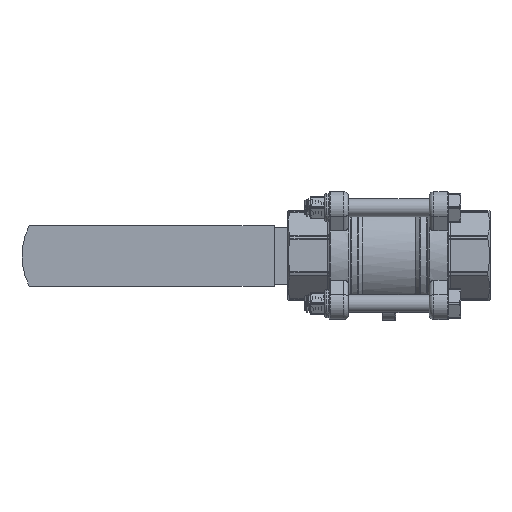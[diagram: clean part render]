
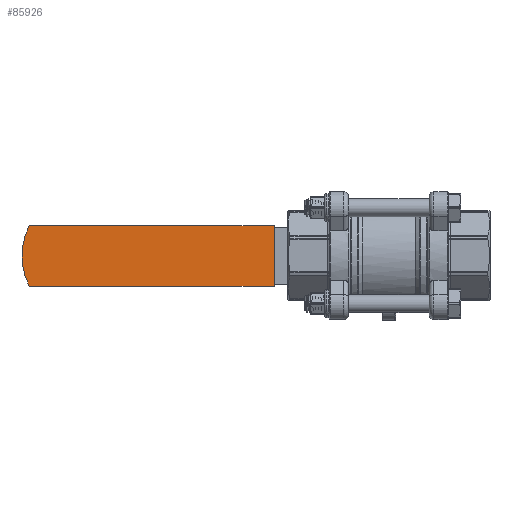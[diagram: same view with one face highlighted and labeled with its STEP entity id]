
A CAD part, top view. The second image highlights one B-rep face of the part: STEP entity #85926.
In plain terms, the highlighted planar face has unit normal (0, 0, 1).
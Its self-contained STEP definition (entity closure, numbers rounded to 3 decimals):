
#85886=CARTESIAN_POINT('',(-107.081,0.,-67.5));
#85887=DIRECTION('',(0.0,0.0,1.0));
#85888=DIRECTION('',(0.0,1.0,0.0));
#85889=AXIS2_PLACEMENT_3D('',#85886,#85887,#85888);
#85890=PLANE('',#85889);
#85891=CARTESIAN_POINT('',(-51.081,-13.5,-67.5));
#85892=VERTEX_POINT('',#85891);
#85893=CARTESIAN_POINT('',(-51.081,13.5,-67.5));
#85894=VERTEX_POINT('',#85893);
#85895=CARTESIAN_POINT('',(-51.081,-13.5,-67.5));
#85896=DIRECTION('',(0.0,1.0,0.0));
#85897=VECTOR('',#85896,27.0);
#85898=LINE('',#85895,#85897);
#85899=EDGE_CURVE('',#85892,#85894,#85898,.T.);
#85900=ORIENTED_EDGE('',*,*,#85899,.T.);
#85901=CARTESIAN_POINT('',(-160.081,13.5,-67.5));
#85902=VERTEX_POINT('',#85901);
#85903=CARTESIAN_POINT('',(-51.081,13.5,-67.5));
#85904=DIRECTION('',(-1.0,0.0,0.0));
#85905=VECTOR('',#85904,109.);
#85906=LINE('',#85903,#85905);
#85907=EDGE_CURVE('',#85894,#85902,#85906,.T.);
#85908=ORIENTED_EDGE('',*,*,#85907,.T.);
#85909=CARTESIAN_POINT('',(-160.081,-13.5,-67.5));
#85910=VERTEX_POINT('',#85909);
#85911=CARTESIAN_POINT('',(-133.29,0.,-67.5));
#85912=DIRECTION('',(0.0,0.0,1.));
#85913=DIRECTION('',(-0.893,0.45,0.0));
#85914=AXIS2_PLACEMENT_3D('',#85911,#85912,#85913);
#85915=CIRCLE('',#85914,30.0);
#85916=EDGE_CURVE('',#85902,#85910,#85915,.T.);
#85917=ORIENTED_EDGE('',*,*,#85916,.T.);
#85918=CARTESIAN_POINT('',(-160.081,-13.5,-67.5));
#85919=DIRECTION('',(1.0,0.0,0.0));
#85920=VECTOR('',#85919,109.);
#85921=LINE('',#85918,#85920);
#85922=EDGE_CURVE('',#85910,#85892,#85921,.T.);
#85923=ORIENTED_EDGE('',*,*,#85922,.T.);
#85924=EDGE_LOOP('',(#85900,#85908,#85917,#85923));
#85925=FACE_OUTER_BOUND('',#85924,.T.);
#85926=ADVANCED_FACE('',(#85925),#85890,.T.);
